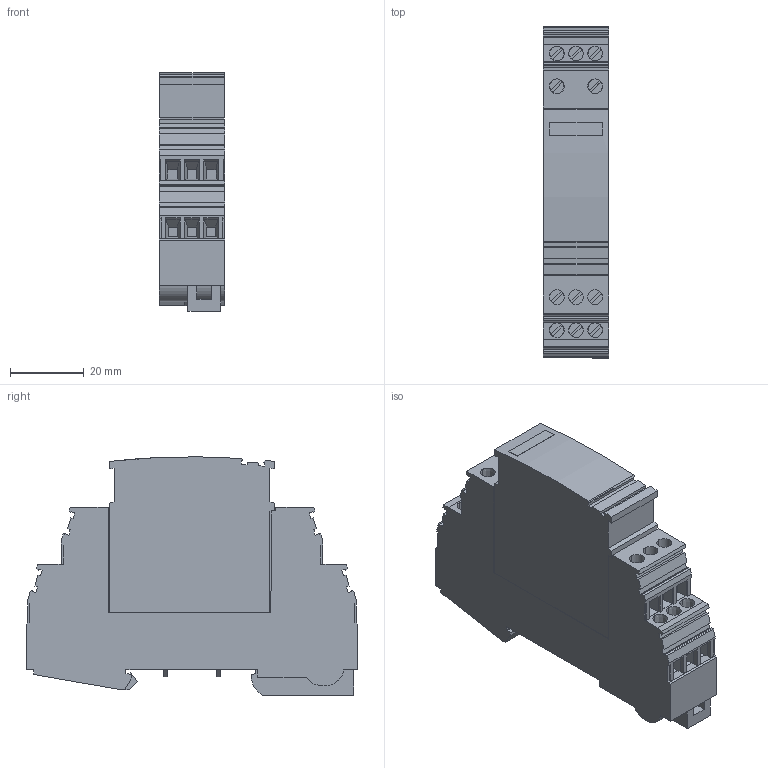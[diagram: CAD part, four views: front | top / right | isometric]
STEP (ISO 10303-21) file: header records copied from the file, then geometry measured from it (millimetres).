
FILE_DESCRIPTION(('Creo Elements/Direct Modeling STEP Export'),'2;1');
FILE_NAME('model.stp','2020-10-19T 8:11:18',(''),(''),'Creo Elements/Direct Modeling STEP processor for AP214 (Solid Model)','Creo Elements/Direct Modeling 20.1A 29-Sep-2018 (C) Parametric Technology GmbH','');
FILE_SCHEMA(('AUTOMOTIVE_DESIGN { 1 0 10303 214 1 1 1 1 }'));
Length unit declared in the file: millimetre
Products named in the file (2): PLT_T3...FM-select
Assembly tree (1 placements, depth 2):
  PLT_T3...FM-select
    PLT_T3...FM-select
Bounding box: 17.7 x 90 x 64.64 mm (x, y, z)
Volume: 74174.8 mm3; surface area: 19534 mm2
Topology: 1 solids, 1 shells, 465 faces, 1321 edges, 867 vertices
Faces by surface type: plane 432, cylinder 17, extrusion 16
Entity records: 18480 total; most frequent: CARTESIAN_POINT 3634, ORIENTED_EDGE 2642, DIRECTION 2022, EDGE_CURVE 1321, VECTOR 1176, LINE 1160, VERTEX_POINT 867, EDGE_LOOP 480
